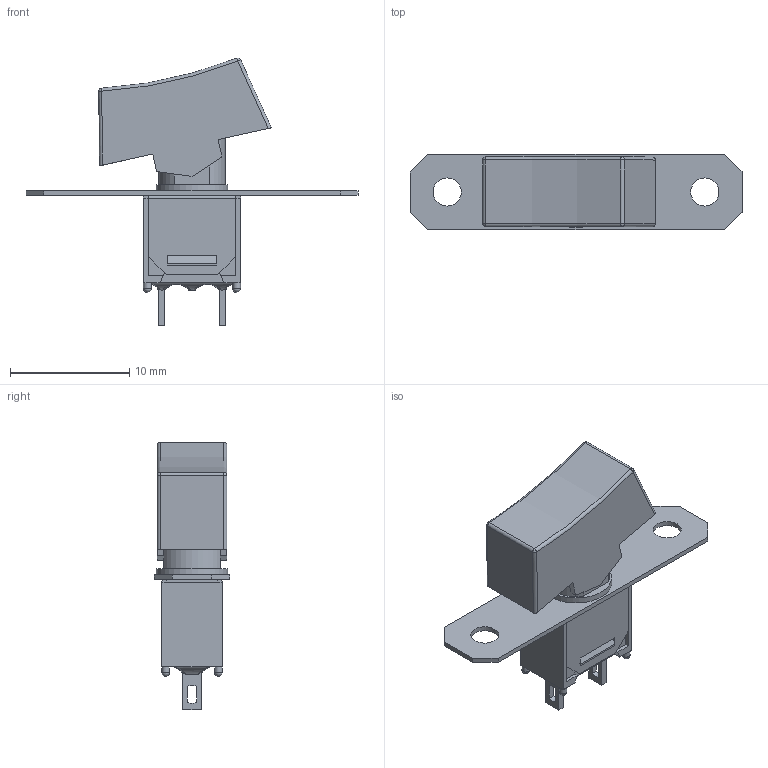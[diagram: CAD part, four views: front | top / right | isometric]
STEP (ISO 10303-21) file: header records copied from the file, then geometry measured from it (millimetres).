
FILE_DESCRIPTION(/* description */ (''),/* implementation_level */ '2;1');
FILE_NAME(/* name */ '400MSP6R6xxxM1xE.stp',/* time_stamp */ '2026-01-12T22:37:42-06:00',/* author */ ('jmeyers'),/* organization */ (''),/* preprocessor_version */ 'ST-DEVELOPER v18.1',/* originating_system */ 'Autodesk Inventor 2022',/* authorisation */ '');
FILE_SCHEMA (('AUTOMOTIVE_DESIGN { 1 0 10303 214 3 1 1 }'));
Length unit declared in the file: inch
Products named in the file (1): Part35
Bounding box: 27.81 x 6.35 x 22.44 mm (x, y, z)
Volume: 472.5 mm3; surface area: 1655.3 mm2
Topology: 1 solids, 2 shells, 172 faces, 473 edges, 300 vertices
Faces by surface type: plane 123, cylinder 31, bspline 8, sphere 8, torus 2
Full cylindrical faces by diameter (mm): 0.65 x4, 2.36 x2, 3.25 x1, 6 x1
Entity records: 5946 total; most frequent: CARTESIAN_POINT 1571, ORIENTED_EDGE 938, DIRECTION 833, EDGE_CURVE 469, LINE 357, VECTOR 357, VERTEX_POINT 300, AXIS2_PLACEMENT_3D 238
